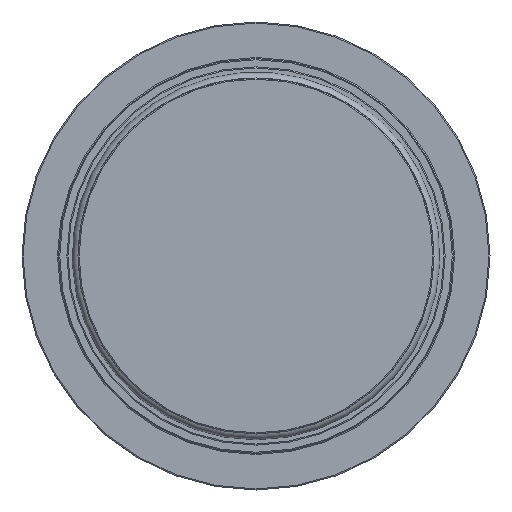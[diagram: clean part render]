
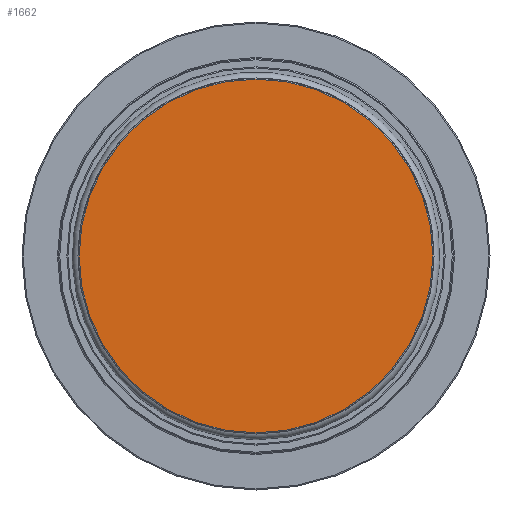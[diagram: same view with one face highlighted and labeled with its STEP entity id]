
A CAD part, front view. The second image highlights one B-rep face of the part: STEP entity #1662.
In plain terms, the highlighted planar face has unit normal (0, -1, 0).
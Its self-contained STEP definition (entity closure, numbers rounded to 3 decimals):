
#290=FACE_OUTER_BOUND('',#393,.T.);
#393=EDGE_LOOP('',(#1363));
#545=CIRCLE('',#1916,31.75);
#712=VERTEX_POINT('',#3343);
#935=EDGE_CURVE('',#712,#712,#545,.T.);
#1363=ORIENTED_EDGE('',*,*,#935,.T.);
#1483=PLANE('',#1915);
#1662=ADVANCED_FACE('',(#290),#1483,.T.);
#1915=AXIS2_PLACEMENT_3D('',#3342,#2440,#2441);
#1916=AXIS2_PLACEMENT_3D('',#3344,#2442,#2443);
#2440=DIRECTION('center_axis',(0.,-1.,0.));
#2441=DIRECTION('ref_axis',(0.,0.,
1.));
#2442=DIRECTION('center_axis',(0.,-1.,0.));
#2443=DIRECTION('ref_axis',(-1.,0.,0.));
#3342=CARTESIAN_POINT('Origin',(0.,0.,
0.));
#3343=CARTESIAN_POINT('',(0.,0.,-31.75));
#3344=CARTESIAN_POINT('Origin',(0.,0.,
0.));
